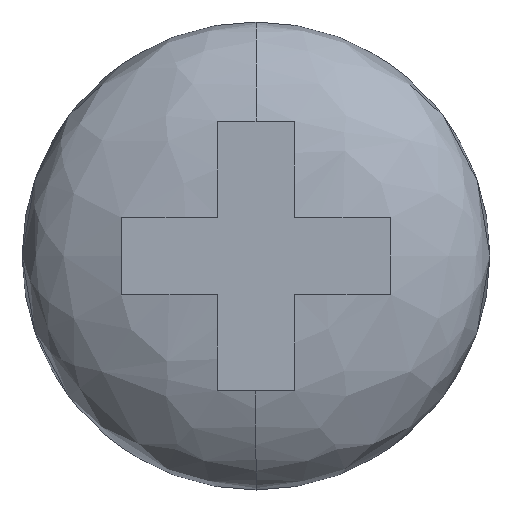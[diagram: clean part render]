
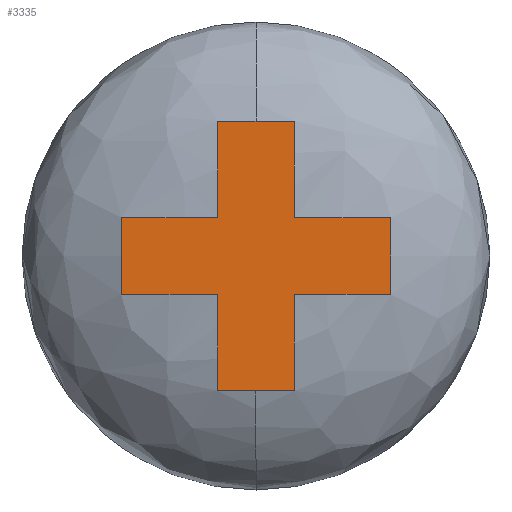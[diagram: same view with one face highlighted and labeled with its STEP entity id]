
A CAD part, front view. The second image highlights one B-rep face of the part: STEP entity #3335.
In plain terms, the highlighted planar face has unit normal (0, -1, 0).
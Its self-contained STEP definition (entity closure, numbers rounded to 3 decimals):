
#49 = DIRECTION ( 'NONE',  ( 0., 0., 1. ) ) ;
#126 = DIRECTION ( 'NONE',  ( 1., 0., 0. ) ) ;
#131 = PLANE ( 'NONE',  #1124 ) ;
#173 = ORIENTED_EDGE ( 'NONE', *, *, #6000, .F. ) ;
#328 = VERTEX_POINT ( 'NONE', #6846 ) ;
#408 = EDGE_CURVE ( 'NONE', #1835, #1306, #4573, .T. ) ;
#447 = VERTEX_POINT ( 'NONE', #6993 ) ;
#456 = LINE ( 'NONE', #7682, #3589 ) ;
#471 = VECTOR ( 'NONE', #126, 1000. ) ;
#554 = DIRECTION ( 'NONE',  ( 1., 0., 0. ) ) ;
#821 = ORIENTED_EDGE ( 'NONE', *, *, #2560, .F. ) ;
#861 = LINE ( 'NONE', #7527, #3983 ) ;
#1003 = LINE ( 'NONE', #5380, #7092 ) ;
#1066 = EDGE_CURVE ( 'NONE', #6987, #3214, #6048, .T. ) ;
#1089 = EDGE_CURVE ( 'NONE', #1420, #328, #2819, .T. ) ;
#1124 = AXIS2_PLACEMENT_3D ( 'NONE', #3664, #1334, #5451 ) ;
#1216 = CARTESIAN_POINT ( 'NONE',  ( -1., 8.7, 135.575 ) ) ;
#1306 = VERTEX_POINT ( 'NONE', #5982 ) ;
#1334 = DIRECTION ( 'NONE',  ( 0., 1., 0. ) ) ;
#1417 = CARTESIAN_POINT ( 'NONE',  ( 0.075, 8.7, 134.5 ) ) ;
#1420 = VERTEX_POINT ( 'NONE', #4311 ) ;
#1443 = ORIENTED_EDGE ( 'NONE', *, *, #7174, .F. ) ;
#1634 = VECTOR ( 'NONE', #1848, 1000. ) ;
#1661 = ORIENTED_EDGE ( 'NONE', *, *, #1089, .F. ) ;
#1672 = LINE ( 'NONE', #7134, #2409 ) ;
#1810 = CARTESIAN_POINT ( 'NONE',  ( 0.075, 8.7, 134.5 ) ) ;
#1835 = VERTEX_POINT ( 'NONE', #7218 ) ;
#1848 = DIRECTION ( 'NONE',  ( -1., 0., 0. ) ) ;
#2209 = DIRECTION ( 'NONE',  ( 0., 0., -1. ) ) ;
#2409 = VECTOR ( 'NONE', #49, 1000. ) ;
#2410 = VECTOR ( 'NONE', #6132, 1000. ) ;
#2482 = CARTESIAN_POINT ( 'NONE',  ( 2., 8.7, 136.425 ) ) ;
#2487 = CARTESIAN_POINT ( 'NONE',  ( 0.925, 8.7, 136.425 ) ) ;
#2560 = EDGE_CURVE ( 'NONE', #7023, #447, #861, .T. ) ;
#2764 = CARTESIAN_POINT ( 'NONE',  ( 0.925, 8.7, 137.5 ) ) ;
#2778 = ORIENTED_EDGE ( 'NONE', *, *, #7208, .F. ) ;
#2819 = LINE ( 'NONE', #3676, #4363 ) ;
#2965 = FACE_OUTER_BOUND ( 'NONE', #4605, .T. ) ;
#2980 = CARTESIAN_POINT ( 'NONE',  ( 2., 8.7, 135.575 ) ) ;
#3008 = VECTOR ( 'NONE', #2209, 1000. ) ;
#3030 = DIRECTION ( 'NONE',  ( 0., 0., 1. ) ) ;
#3181 = LINE ( 'NONE', #5364, #1634 ) ;
#3207 = VERTEX_POINT ( 'NONE', #1810 ) ;
#3214 = VERTEX_POINT ( 'NONE', #2980 ) ;
#3323 = ORIENTED_EDGE ( 'NONE', *, *, #408, .F. ) ;
#3335 = ADVANCED_FACE ( 'NONE', ( #2965 ), #131, .F. ) ;
#3379 = DIRECTION ( 'NONE',  ( 0., 0., -1. ) ) ;
#3485 = CARTESIAN_POINT ( 'NONE',  ( 0.075, 8.7, 137.5 ) ) ;
#3536 = DIRECTION ( 'NONE',  ( 0., 0., 1. ) ) ;
#3589 = VECTOR ( 'NONE', #3536, 1000. ) ;
#3602 = LINE ( 'NONE', #2487, #471 ) ;
#3664 = CARTESIAN_POINT ( 'NONE',  ( 0., 8.7, 0. ) ) ;
#3676 = CARTESIAN_POINT ( 'NONE',  ( -1., 8.7, 136.425 ) ) ;
#3967 = LINE ( 'NONE', #1216, #5174 ) ;
#3983 = VECTOR ( 'NONE', #3379, 1000. ) ;
#4143 = LINE ( 'NONE', #3485, #5729 ) ;
#4239 = DIRECTION ( 'NONE',  ( 0., 0., -1. ) ) ;
#4260 = ORIENTED_EDGE ( 'NONE', *, *, #5345, .F. ) ;
#4286 = EDGE_CURVE ( 'NONE', #328, #6891, #1003, .T. ) ;
#4307 = CARTESIAN_POINT ( 'NONE',  ( -1., 8.7, 135.575 ) ) ;
#4311 = CARTESIAN_POINT ( 'NONE',  ( -1., 8.7, 136.425 ) ) ;
#4363 = VECTOR ( 'NONE', #4859, 1000. ) ;
#4475 = VECTOR ( 'NONE', #4239, 1000. ) ;
#4547 = CARTESIAN_POINT ( 'NONE',  ( 0.075, 8.7, 135.575 ) ) ;
#4573 = LINE ( 'NONE', #5727, #3008 ) ;
#4605 = EDGE_LOOP ( 'NONE', ( #4260, #5798, #173, #821, #5098, #7653, #1661, #2778, #5511, #1443, #5880, #3323 ) ) ;
#4740 = DIRECTION ( 'NONE',  ( -1., 0., 0. ) ) ;
#4859 = DIRECTION ( 'NONE',  ( 1., 0., 0. ) ) ;
#5098 = ORIENTED_EDGE ( 'NONE', *, *, #7104, .F. ) ;
#5116 = CARTESIAN_POINT ( 'NONE',  ( 2., 8.7, 136.425 ) ) ;
#5174 = VECTOR ( 'NONE', #4740, 1000. ) ;
#5345 = EDGE_CURVE ( 'NONE', #3214, #1835, #3181, .T. ) ;
#5364 = CARTESIAN_POINT ( 'NONE',  ( 0.925, 8.7, 135.575 ) ) ;
#5380 = CARTESIAN_POINT ( 'NONE',  ( 0.075, 8.7, 137.5 ) ) ;
#5451 = DIRECTION ( 'NONE',  ( 0., 0., 1. ) ) ;
#5509 = VERTEX_POINT ( 'NONE', #4307 ) ;
#5511 = ORIENTED_EDGE ( 'NONE', *, *, #6461, .F. ) ;
#5727 = CARTESIAN_POINT ( 'NONE',  ( 0.925, 8.7, 135.575 ) ) ;
#5729 = VECTOR ( 'NONE', #554, 1000. ) ;
#5730 = LINE ( 'NONE', #1417, #2410 ) ;
#5757 = VERTEX_POINT ( 'NONE', #4547 ) ;
#5798 = ORIENTED_EDGE ( 'NONE', *, *, #1066, .F. ) ;
#5880 = ORIENTED_EDGE ( 'NONE', *, *, #6832, .F. ) ;
#5982 = CARTESIAN_POINT ( 'NONE',  ( 0.925, 8.7, 134.5 ) ) ;
#6000 = EDGE_CURVE ( 'NONE', #447, #6987, #3602, .T. ) ;
#6048 = LINE ( 'NONE', #2482, #4475 ) ;
#6132 = DIRECTION ( 'NONE',  ( -1., 0., 0. ) ) ;
#6461 = EDGE_CURVE ( 'NONE', #5757, #5509, #3967, .T. ) ;
#6770 = CARTESIAN_POINT ( 'NONE',  ( 0.075, 8.7, 137.5 ) ) ;
#6832 = EDGE_CURVE ( 'NONE', #1306, #3207, #5730, .T. ) ;
#6846 = CARTESIAN_POINT ( 'NONE',  ( 0.075, 8.7, 136.425 ) ) ;
#6891 = VERTEX_POINT ( 'NONE', #6770 ) ;
#6987 = VERTEX_POINT ( 'NONE', #5116 ) ;
#6993 = CARTESIAN_POINT ( 'NONE',  ( 0.925, 8.7, 136.425 ) ) ;
#7023 = VERTEX_POINT ( 'NONE', #2764 ) ;
#7092 = VECTOR ( 'NONE', #3030, 1000. ) ;
#7104 = EDGE_CURVE ( 'NONE', #6891, #7023, #4143, .T. ) ;
#7134 = CARTESIAN_POINT ( 'NONE',  ( -1., 8.7, 136.425 ) ) ;
#7174 = EDGE_CURVE ( 'NONE', #3207, #5757, #456, .T. ) ;
#7208 = EDGE_CURVE ( 'NONE', #5509, #1420, #1672, .T. ) ;
#7218 = CARTESIAN_POINT ( 'NONE',  ( 0.925, 8.7, 135.575 ) ) ;
#7527 = CARTESIAN_POINT ( 'NONE',  ( 0.925, 8.7, 137.5 ) ) ;
#7653 = ORIENTED_EDGE ( 'NONE', *, *, #4286, .F. ) ;
#7682 = CARTESIAN_POINT ( 'NONE',  ( 0.075, 8.7, 135.575 ) ) ;
